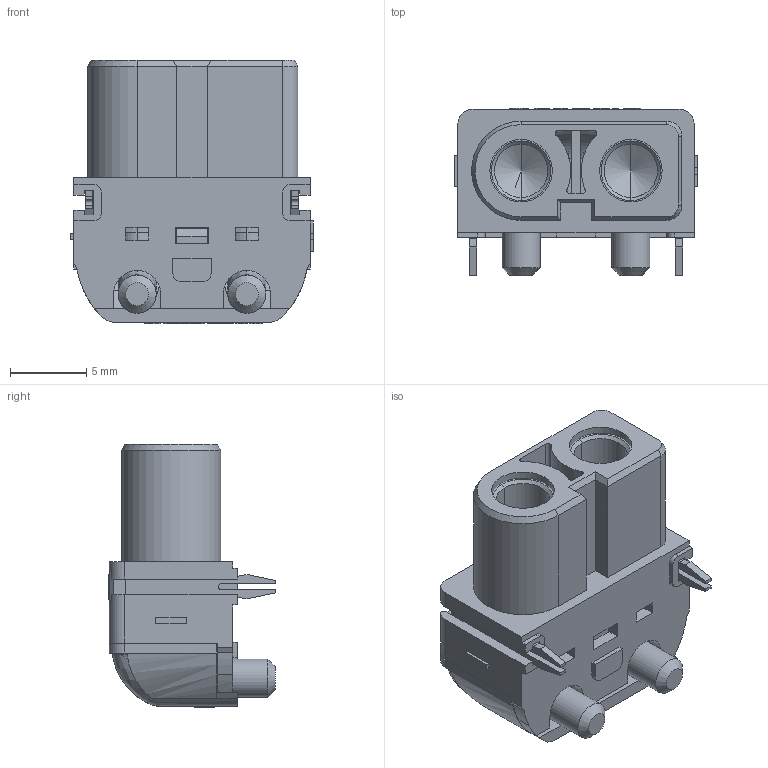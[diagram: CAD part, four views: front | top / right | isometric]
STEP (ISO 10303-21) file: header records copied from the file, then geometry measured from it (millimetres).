
FILE_DESCRIPTION (( 'STEP AP214' ), '1' );
FILE_NAME ('XT60PW-M.STEP', '2021-06-18T09:27:03', ( '' ), ( '' ), 'SwSTEP 2.0', 'SolidWorks 2018', '' );
FILE_SCHEMA (( 'AUTOMOTIVE_DESIGN' ));
Length unit declared in the file: millimetre
Products named in the file (2): XT60PW-M
Bounding box: 15.9 x 10.95 x 17.3 mm (x, y, z)
Volume: 1163.6 mm3; surface area: 2840.9 mm2
Topology: 6 solids, 8 shells, 611 faces, 1619 edges, 1048 vertices
Faces by surface type: plane 374, cylinder 141, bspline 73, cone 23
Full cylindrical faces by diameter (mm): 2.5 x2
Entity records: 22333 total; most frequent: CARTESIAN_POINT 7351, ORIENTED_EDGE 3218, DIRECTION 2832, EDGE_CURVE 1609, VECTOR 1162, LINE 1162, VERTEX_POINT 1048, AXIS2_PLACEMENT_3D 835
